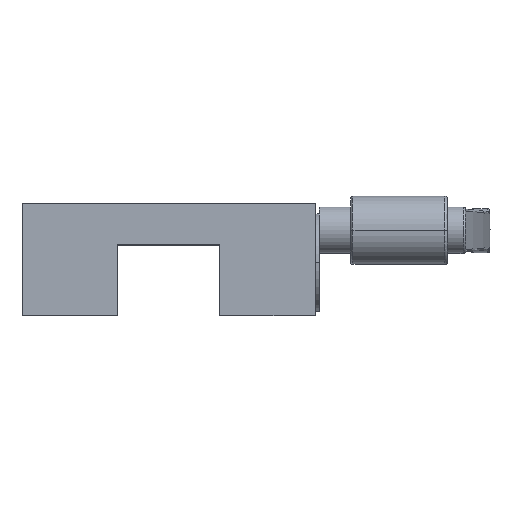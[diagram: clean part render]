
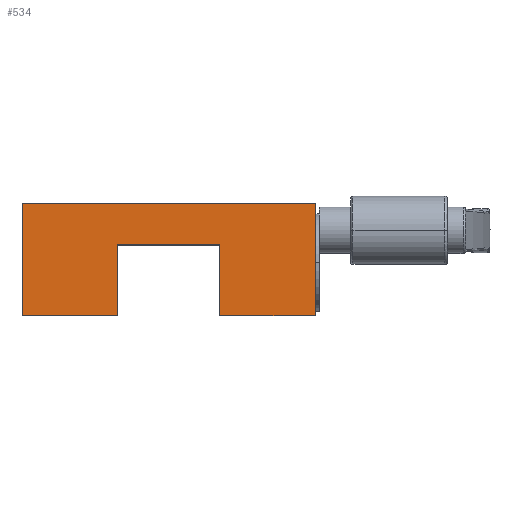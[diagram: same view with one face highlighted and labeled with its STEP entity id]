
A CAD part, top view. The second image highlights one B-rep face of the part: STEP entity #534.
In plain terms, the highlighted planar face has unit normal (0, 0, 1).
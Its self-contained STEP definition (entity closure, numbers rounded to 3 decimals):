
#40 = EDGE_CURVE ( 'NONE', #1786, #1846, #930, .T. ) ;
#41 = EDGE_CURVE ( 'NONE', #1822, #1840, #898, .T. ) ;
#43 = EDGE_CURVE ( 'NONE', #1848, #1786, #915, .T. ) ;
#52 = EDGE_CURVE ( 'NONE', #1792, #1831, #934, .T. ) ;
#60 = EDGE_CURVE ( 'NONE', #1846, #1818, #958, .T. ) ;
#63 = EDGE_CURVE ( 'NONE', #1818, #1792, #966, .T. ) ;
#68 = EDGE_CURVE ( 'NONE', #1831, #1822, #973, .T. ) ;
#72 = EDGE_CURVE ( 'NONE', #1840, #1848, #979, .T. ) ;
#176 = AXIS2_PLACEMENT_3D ( 'NONE', #5018, #5019, #5020 ) ;
#534 = ADVANCED_FACE ( 'NONE', ( #1366 ), #4331, .F. ) ;
#846 = EDGE_LOOP ( 'NONE', ( #4980, #4981, #4976, #4977, #4978, #4973, #4819, #4915 ) ) ;
#898 = LINE ( 'NONE', #1048, #932 ) ;
#913 = VECTOR ( 'NONE', #1073, 1000. ) ;
#915 = LINE ( 'NONE', #1072, #913 ) ;
#930 = LINE ( 'NONE', #1065, #931 ) ;
#931 = VECTOR ( 'NONE', #1066, 1000. ) ;
#932 = VECTOR ( 'NONE', #1068, 1000. ) ;
#934 = LINE ( 'NONE', #1088, #950 ) ;
#950 = VECTOR ( 'NONE', #1094, 1000. ) ;
#958 = LINE ( 'NONE', #1112, #959 ) ;
#959 = VECTOR ( 'NONE', #1113, 1000. ) ;
#966 = LINE ( 'NONE', #1118, #967 ) ;
#967 = VECTOR ( 'NONE', #1119, 1000. ) ;
#968 = VECTOR ( 'NONE', #1133, 1000. ) ;
#973 = LINE ( 'NONE', #1126, #968 ) ;
#979 = LINE ( 'NONE', #1142, #980 ) ;
#980 = VECTOR ( 'NONE', #1143, 1000. ) ;
#1048 = CARTESIAN_POINT ( 'NONE',  ( -30., 23., 12. ) ) ;
#1065 = CARTESIAN_POINT ( 'NONE',  ( -10.5, 14.5, 12. ) ) ;
#1066 = DIRECTION ( 'NONE',  ( 1., 0., 0. ) ) ;
#1068 = DIRECTION ( 'NONE',  ( 0., -1., 0. ) ) ;
#1072 = CARTESIAN_POINT ( 'NONE',  ( -10.5, 14.5, 12. ) ) ;
#1073 = DIRECTION ( 'NONE',  ( 0., 1., 0. ) ) ;
#1088 = CARTESIAN_POINT ( 'NONE',  ( 30., 23., 12. ) ) ;
#1094 = DIRECTION ( 'NONE',  ( 0., 1., 0. ) ) ;
#1112 = CARTESIAN_POINT ( 'NONE',  ( 10.5, 14.5, 12. ) ) ;
#1113 = DIRECTION ( 'NONE',  ( 0., -1., 0. ) ) ;
#1118 = CARTESIAN_POINT ( 'NONE',  ( 10.5, 0., 12. ) ) ;
#1119 = DIRECTION ( 'NONE',  ( 1., 0., 0. ) ) ;
#1126 = CARTESIAN_POINT ( 'NONE',  ( -30., 23., 12. ) ) ;
#1133 = DIRECTION ( 'NONE',  ( -1., 0., 0. ) ) ;
#1142 = CARTESIAN_POINT ( 'NONE',  ( -30., 0., 12. ) ) ;
#1143 = DIRECTION ( 'NONE',  ( 1., 0., 0. ) ) ;
#1366 = FACE_OUTER_BOUND ( 'NONE', #846, .T. ) ;
#1786 = VERTEX_POINT ( 'NONE', #3934 ) ;
#1792 = VERTEX_POINT ( 'NONE', #3937 ) ;
#1818 = VERTEX_POINT ( 'NONE', #3955 ) ;
#1822 = VERTEX_POINT ( 'NONE', #3958 ) ;
#1831 = VERTEX_POINT ( 'NONE', #3967 ) ;
#1840 = VERTEX_POINT ( 'NONE', #3976 ) ;
#1846 = VERTEX_POINT ( 'NONE', #3982 ) ;
#1848 = VERTEX_POINT ( 'NONE', #3984 ) ;
#3934 = CARTESIAN_POINT ( 'NONE',  ( -10.5, 14.5, 12. ) ) ;
#3937 = CARTESIAN_POINT ( 'NONE',  ( 30., 0., 12. ) ) ;
#3955 = CARTESIAN_POINT ( 'NONE',  ( 10.5, 0., 12. ) ) ;
#3958 = CARTESIAN_POINT ( 'NONE',  ( -30., 23., 12. ) ) ;
#3967 = CARTESIAN_POINT ( 'NONE',  ( 30., 23., 12. ) ) ;
#3976 = CARTESIAN_POINT ( 'NONE',  ( -30., 0., 12. ) ) ;
#3982 = CARTESIAN_POINT ( 'NONE',  ( 10.5, 14.5, 12. ) ) ;
#3984 = CARTESIAN_POINT ( 'NONE',  ( -10.5, 0., 12. ) ) ;
#4331 = PLANE ( 'NONE',  #176 ) ;
#4819 = ORIENTED_EDGE ( 'NONE', *, *, #63, .T. ) ;
#4915 = ORIENTED_EDGE ( 'NONE', *, *, #52, .T. ) ;
#4973 = ORIENTED_EDGE ( 'NONE', *, *, #60, .T. ) ;
#4976 = ORIENTED_EDGE ( 'NONE', *, *, #72, .T. ) ;
#4977 = ORIENTED_EDGE ( 'NONE', *, *, #43, .T. ) ;
#4978 = ORIENTED_EDGE ( 'NONE', *, *, #40, .T. ) ;
#4980 = ORIENTED_EDGE ( 'NONE', *, *, #68, .T. ) ;
#4981 = ORIENTED_EDGE ( 'NONE', *, *, #41, .T. ) ;
#5018 = CARTESIAN_POINT ( 'NONE',  ( 30., 23., 12. ) ) ;
#5019 = DIRECTION ( 'NONE',  ( 0., 0., -1. ) ) ;
#5020 = DIRECTION ( 'NONE',  ( -1., 0., 0. ) ) ;
